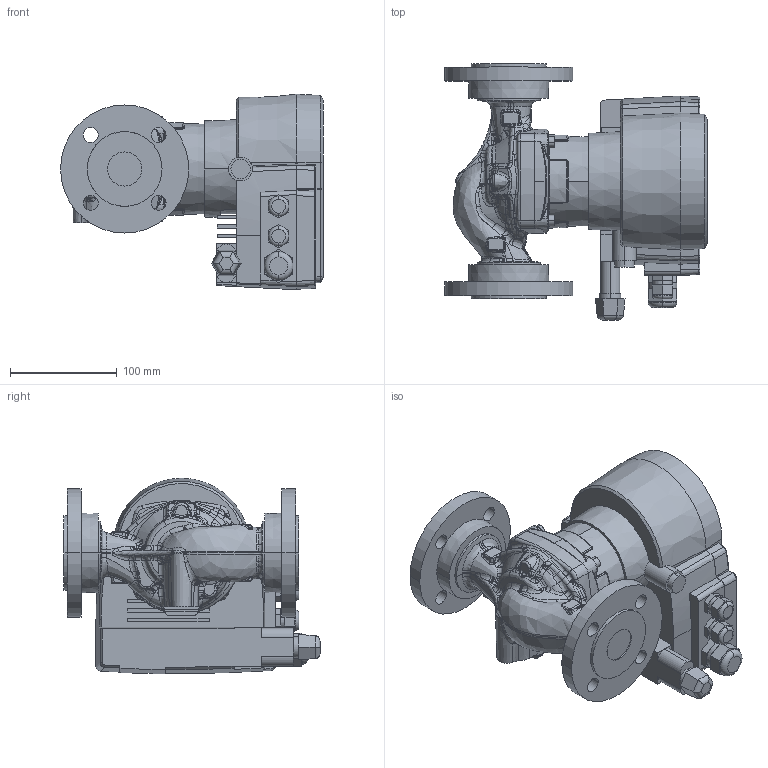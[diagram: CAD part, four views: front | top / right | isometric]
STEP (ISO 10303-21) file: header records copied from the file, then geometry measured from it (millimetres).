
FILE_DESCRIPTION (( 'STEP AP214' ), '1' );
FILE_NAME ('ModulA 32F-x 220 961790_00.STEP', '2014-11-03T12:07:36', ( '' ), ( '' ), 'SwSTEP 2.0', 'SolidWorks 2011', '' );
FILE_SCHEMA (( 'AUTOMOTIVE_DESIGN' ));
Length unit declared in the file: millimetre
Products named in the file (1): ModulA 32F-x 220 961790_00
Bounding box: 246.15 x 239.82 x 183.11 mm (x, y, z)
Volume: 3672188.1 mm3; surface area: 332907.2 mm2
Topology: 5 solids, 9 shells, 1409 faces, 3346 edges, 1964 vertices
Faces by surface type: bspline 823, plane 246, cylinder 167, cone 92, torus 81
Entity records: 114282 total; most frequent: CARTESIAN_POINT 72646, ORIENTED_EDGE 6654, DIRECTION 3587, EDGE_CURVE 3327, VERTEX_POINT 1964, B_SPLINE_CURVE_WITH_KNOTS 1709, AXIS2_PLACEMENT_3D 1483, EDGE_LOOP 1455
